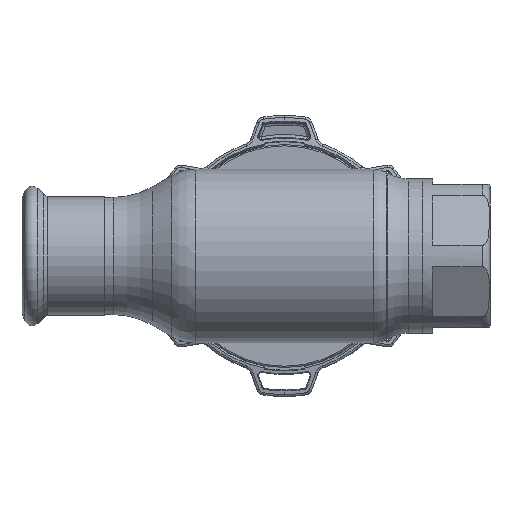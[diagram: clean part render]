
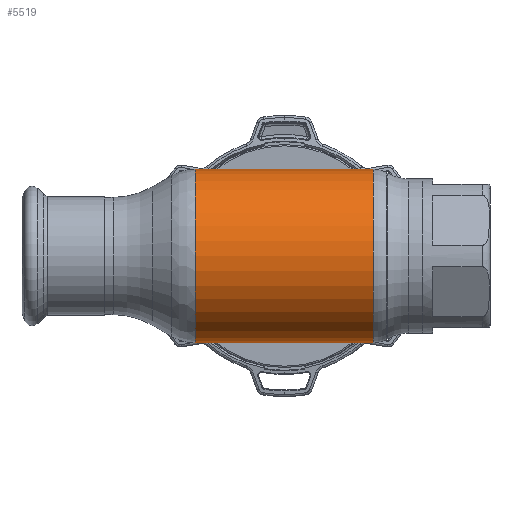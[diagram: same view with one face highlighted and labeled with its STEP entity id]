
A CAD part, front view. The second image highlights one B-rep face of the part: STEP entity #5519.
In plain terms, the highlighted cylindrical face has radius 33.34 mm (diameter 66.68 mm), a partial arc.
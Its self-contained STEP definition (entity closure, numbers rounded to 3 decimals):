
#600 = CARTESIAN_POINT ( 'NONE',  ( 34.177, 0., 0. ) ) ;
#3747 = CIRCLE ( 'NONE', #4326, 33.34 ) ;
#3826 = CYLINDRICAL_SURFACE ( 'NONE', #17896, 33.34 ) ;
#4006 = DIRECTION ( 'NONE',  ( -1., 0., 0. ) ) ;
#4260 = AXIS2_PLACEMENT_3D ( 'NONE', #600, #8184, #19190 ) ;
#4326 = AXIS2_PLACEMENT_3D ( 'NONE', #7027, #33548, #14978 ) ;
#4585 = VERTEX_POINT ( 'NONE', #6993 ) ;
#5257 = VERTEX_POINT ( 'NONE', #28578 ) ;
#5389 = VERTEX_POINT ( 'NONE', #23405 ) ;
#5519 = ADVANCED_FACE ( 'NONE', ( #30663 ), #3826, .T. ) ;
#6993 = CARTESIAN_POINT ( 'NONE',  ( -34.177, 0., 33.34 ) ) ;
#7027 = CARTESIAN_POINT ( 'NONE',  ( -34.177, 0., 0. ) ) ;
#7454 = CARTESIAN_POINT ( 'NONE',  ( -62.69, 0., 0. ) ) ;
#8184 = DIRECTION ( 'NONE',  ( -1., 0., 0. ) ) ;
#8416 = ORIENTED_EDGE ( 'NONE', *, *, #28899, .F. ) ;
#9617 = ORIENTED_EDGE ( 'NONE', *, *, #31339, .T. ) ;
#10384 = EDGE_LOOP ( 'NONE', ( #8416, #9617, #27255, #32794 ) ) ;
#11540 = VERTEX_POINT ( 'NONE', #29297 ) ;
#13312 = EDGE_CURVE ( 'NONE', #11540, #4585, #3747, .T. ) ;
#14978 = DIRECTION ( 'NONE',  ( 0., 0., 1. ) ) ;
#15563 = LINE ( 'NONE', #23826, #33185 ) ;
#15788 = DIRECTION ( 'NONE',  ( 0., 0., 1. ) ) ;
#16788 = LINE ( 'NONE', #22235, #18281 ) ;
#17896 = AXIS2_PLACEMENT_3D ( 'NONE', #7454, #4006, #15788 ) ;
#18281 = VECTOR ( 'NONE', #19620, 1000. ) ;
#19190 = DIRECTION ( 'NONE',  ( 0., 0., 1. ) ) ;
#19620 = DIRECTION ( 'NONE',  ( -1., 0., 0. ) ) ;
#22235 = CARTESIAN_POINT ( 'NONE',  ( -62.69, 0., -33.34 ) ) ;
#23405 = CARTESIAN_POINT ( 'NONE',  ( 34.177, 0., -33.34 ) ) ;
#23826 = CARTESIAN_POINT ( 'NONE',  ( -62.69, 0., 33.34 ) ) ;
#24017 = EDGE_CURVE ( 'NONE', #5257, #4585, #15563, .T. ) ;
#27255 = ORIENTED_EDGE ( 'NONE', *, *, #24017, .T. ) ;
#27391 = CIRCLE ( 'NONE', #4260, 33.34 ) ;
#28578 = CARTESIAN_POINT ( 'NONE',  ( 34.177, 0., 33.34 ) ) ;
#28899 = EDGE_CURVE ( 'NONE', #5389, #11540, #16788, .T. ) ;
#29297 = CARTESIAN_POINT ( 'NONE',  ( -34.177, 0., -33.34 ) ) ;
#30663 = FACE_OUTER_BOUND ( 'NONE', #10384, .T. ) ;
#31339 = EDGE_CURVE ( 'NONE', #5389, #5257, #27391, .T. ) ;
#32794 = ORIENTED_EDGE ( 'NONE', *, *, #13312, .F. ) ;
#33185 = VECTOR ( 'NONE', #34641, 1000. ) ;
#33548 = DIRECTION ( 'NONE',  ( -1., 0., 0. ) ) ;
#34641 = DIRECTION ( 'NONE',  ( -1., 0., 0. ) ) ;
